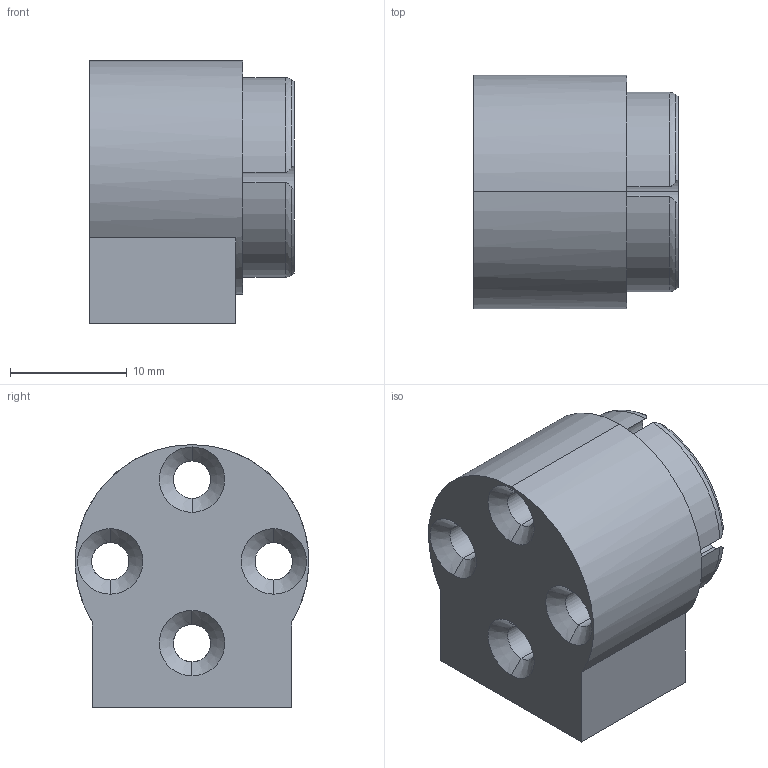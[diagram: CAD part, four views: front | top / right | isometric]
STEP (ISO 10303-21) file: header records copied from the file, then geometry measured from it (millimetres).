
FILE_DESCRIPTION (( 'STEP AP214' ), '1' );
FILE_NAME ('SAM_wrist_rotate_drive.STEP', '2025-01-01T01:47:23', ( '' ), ( '' ), 'SwSTEP 2.0', 'SolidWorks 2023', '' );
FILE_SCHEMA (( 'AUTOMOTIVE_DESIGN' ));
Length unit declared in the file: millimetre
Products named in the file (1): SAM_wrist_rotate_drive
Bounding box: 17.51 x 20 x 22.5 mm (x, y, z)
Volume: 5148.8 mm3; surface area: 2820.3 mm2
Topology: 1 solids, 1 shells, 60 faces, 152 edges, 96 vertices
Faces by surface type: cylinder 24, cone 20, plane 12, torus 4
Entity records: 1917 total; most frequent: CARTESIAN_POINT 389, DIRECTION 340, ORIENTED_EDGE 304, EDGE_CURVE 152, AXIS2_PLACEMENT_3D 143, VERTEX_POINT 96, CIRCLE 82, EDGE_LOOP 70
